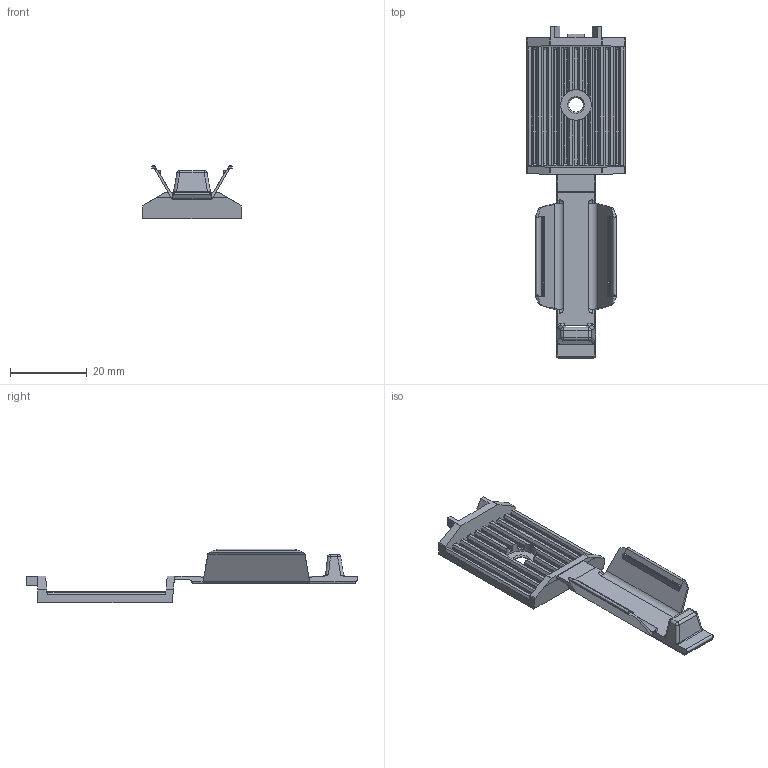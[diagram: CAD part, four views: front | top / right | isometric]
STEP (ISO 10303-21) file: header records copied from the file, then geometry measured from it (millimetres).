
FILE_DESCRIPTION(/* description */ (''),/* implementation_level */ '2;1');
FILE_NAME(/* name */ 'PANDUIT_FCM1_2-S6',/* time_stamp */ '2012-06-26T14:24:47-05:00',/* author */ (''),/* organization */ (''),/* preprocessor_version */ 'ST-DEVELOPER v9',/* originating_system */ 'UGS - NX 3.0',/* authorisation */ '');
FILE_SCHEMA (('CONFIG_CONTROL_DESIGN'));
Length unit declared in the file: inch
Products named in the file (1): bwg54458d9w
Bounding box: 25.65 x 86.33 x 13.97 mm (x, y, z)
Volume: 3516 mm3; surface area: 5559.6 mm2
Topology: 1 solids, 1 shells, 442 faces, 1165 edges, 720 vertices
Faces by surface type: cylinder 182, plane 175, bspline 40, torus 36, sphere 8, cone 1
Full cylindrical faces by diameter (mm): 3.708 x1, 7.938 x1
Entity records: 15411 total; most frequent: CARTESIAN_POINT 4488, ORIENTED_EDGE 2312, DIRECTION 2296, EDGE_CURVE 1156, AXIS2_PLACEMENT_3D 843, VERTEX_POINT 718, LINE 610, VECTOR 610
